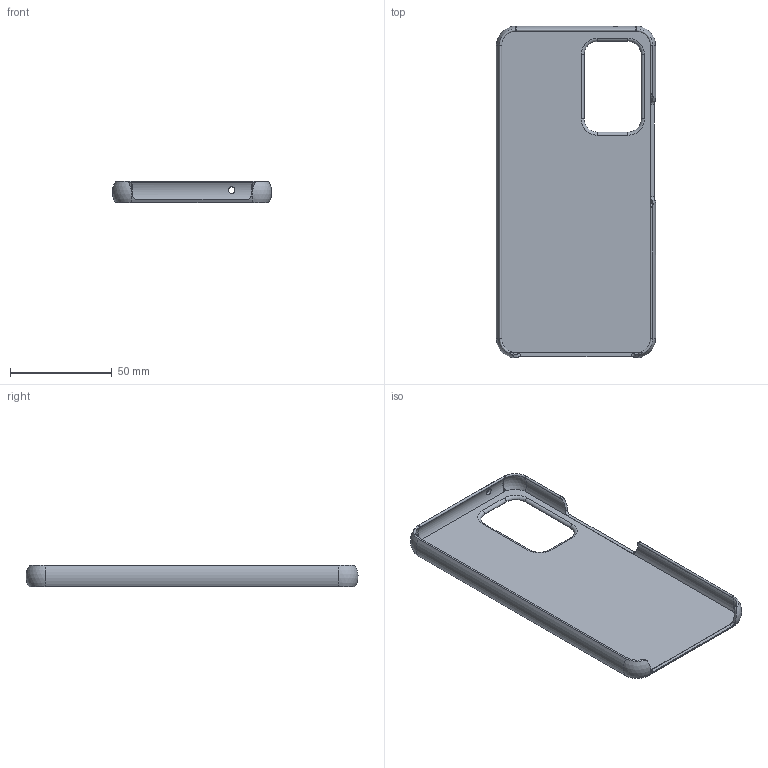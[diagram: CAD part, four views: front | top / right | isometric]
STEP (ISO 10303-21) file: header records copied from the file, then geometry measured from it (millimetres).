
FILE_DESCRIPTION(('FreeCAD Model'),'2;1');
FILE_NAME('Open CASCADE Shape Model','2023-10-24T17:43:19',(''),(''), 'Open CASCADE STEP processor 7.6','FreeCAD','Unknown');
FILE_SCHEMA(('AUTOMOTIVE_DESIGN { 1 0 10303 214 1 1 1 1 }'));
Length unit declared in the file: millimetre
Products named in the file (1): Galaxy_A53_BaseForm
Bounding box: 78.09 x 162.83 x 10.56 mm (x, y, z)
Volume: 21847.1 mm3; surface area: 28989.1 mm2
Topology: 1 solids, 1 shells, 65 faces, 185 edges, 122 vertices
Faces by surface type: cylinder 31, plane 18, torus 8, sphere 8
Entity records: 2929 total; most frequent: CARTESIAN_POINT 1211, ORIENTED_EDGE 370, DIRECTION 355, EDGE_CURVE 185, AXIS2_PLACEMENT_3D 148, VERTEX_POINT 122, CIRCLE 70, FACE_BOUND 69
